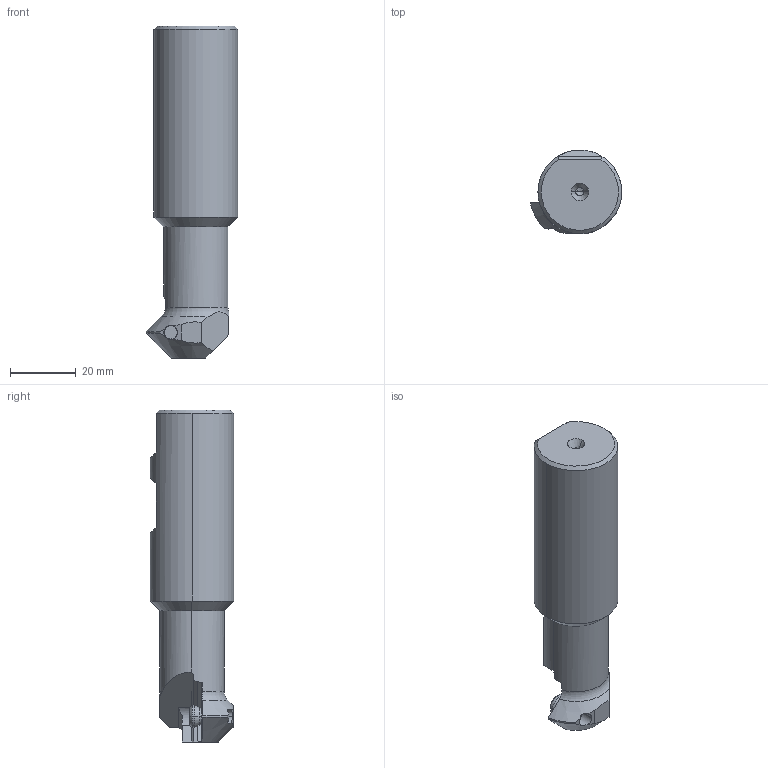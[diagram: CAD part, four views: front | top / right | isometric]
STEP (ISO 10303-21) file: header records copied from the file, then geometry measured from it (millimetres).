
FILE_DESCRIPTION((''),'2;1');
FILE_NAME('CFSPR101W16_ASM','2021-07-27T15:18:00',('tlyw01'),('PTC Japan'),'CREO PARAMETRIC BY PTC INC, 2018500','CREO PARAMETRIC BY PTC INC, 2018500','');
FILE_SCHEMA(('AUTOMOTIVE_DESIGN { 1 0 10303 214 1 1 1 1 }'));
Length unit declared in the file: millimetre
Products named in the file (3): CFSPR101W16_1; CFSPR101W16_2; CFSPR101W16_ASM
Assembly tree (2 placements, depth 2):
  CFSPR101W16_ASM
    CFSPR101W16_1
    CFSPR101W16_2
Bounding box: 27.74 x 25.4 x 100.7 mm (x, y, z)
Volume: 40458.9 mm3; surface area: 8555.4 mm2
Topology: 2 solids, 2 shells, 93 faces, 255 edges, 163 vertices
Faces by surface type: cylinder 33, plane 32, cone 22, torus 4, sphere 2
Entity records: 4513 total; most frequent: CARTESIAN_POINT 1262, ORIENTED_EDGE 498, DIRECTION 475, PRESENTATION_STYLE_ASSIGNMENT 255, STYLED_ITEM 255, CURVE_STYLE 253, EDGE_CURVE 249, AXIS2_PLACEMENT_3D 182
